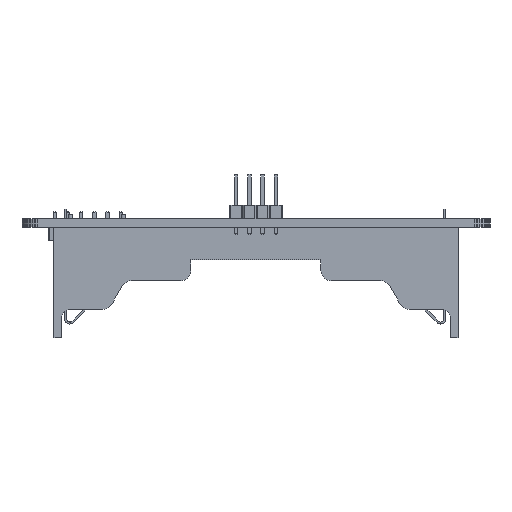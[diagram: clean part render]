
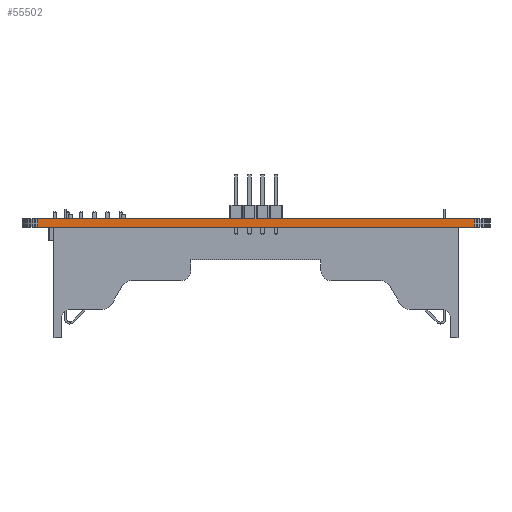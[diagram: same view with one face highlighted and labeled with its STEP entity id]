
A CAD part, front view. The second image highlights one B-rep face of the part: STEP entity #55502.
In plain terms, the highlighted planar face has unit normal (0, -1, 0).
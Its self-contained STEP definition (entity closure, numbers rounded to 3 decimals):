
#39528 = PLANE('',#39529);
#39529 = AXIS2_PLACEMENT_3D('',#39530,#39531,#39532);
#39530 = CARTESIAN_POINT('',(143.,-95.848,1.6));
#39531 = DIRECTION('',(-0.,-0.,-1.));
#39532 = DIRECTION('',(-1.,0.,0.));
#39582 = PLANE('',#39583);
#39583 = AXIS2_PLACEMENT_3D('',#39584,#39585,#39586);
#39584 = CARTESIAN_POINT('',(143.,-95.848,0.));
#39585 = DIRECTION('',(-0.,-0.,-1.));
#39586 = DIRECTION('',(-1.,0.,0.));
#40447 = VERTEX_POINT('',#40448);
#40448 = CARTESIAN_POINT('',(185.,-162.348,0.));
#40462 = PLANE('',#40463);
#40463 = AXIS2_PLACEMENT_3D('',#40464,#40465,#40466);
#40464 = CARTESIAN_POINT('',(185.336,-162.329,0.));
#40465 = DIRECTION('',(0.056,-0.998,0.));
#40466 = DIRECTION('',(-0.998,-0.056,0.));
#40474 = EDGE_CURVE('',#40447,#40475,#40477,.T.);
#40475 = VERTEX_POINT('',#40476);
#40476 = CARTESIAN_POINT('',(101.,-162.348,0.));
#40477 = SURFACE_CURVE('',#40478,(#40482,#40489),.PCURVE_S1.);
#40478 = LINE('',#40479,#40480);
#40479 = CARTESIAN_POINT('',(185.,-162.348,0.));
#40480 = VECTOR('',#40481,1.);
#40481 = DIRECTION('',(-1.,0.,0.));
#40482 = PCURVE('',#39582,#40483);
#40483 = DEFINITIONAL_REPRESENTATION('',(#40484),#40488);
#40484 = LINE('',#40485,#40486);
#40485 = CARTESIAN_POINT('',(-42.,-66.5));
#40486 = VECTOR('',#40487,1.);
#40487 = DIRECTION('',(1.,0.));
#40488 = ( GEOMETRIC_REPRESENTATION_CONTEXT(2) 
PARAMETRIC_REPRESENTATION_CONTEXT() REPRESENTATION_CONTEXT('2D SPACE',''
  ) );
#40489 = PCURVE('',#40490,#40495);
#40490 = PLANE('',#40491);
#40491 = AXIS2_PLACEMENT_3D('',#40492,#40493,#40494);
#40492 = CARTESIAN_POINT('',(185.,-162.348,0.));
#40493 = DIRECTION('',(0.,-1.,0.));
#40494 = DIRECTION('',(-1.,0.,0.));
#40495 = DEFINITIONAL_REPRESENTATION('',(#40496),#40500);
#40496 = LINE('',#40497,#40498);
#40497 = CARTESIAN_POINT('',(0.,-0.));
#40498 = VECTOR('',#40499,1.);
#40499 = DIRECTION('',(1.,0.));
#40500 = ( GEOMETRIC_REPRESENTATION_CONTEXT(2) 
PARAMETRIC_REPRESENTATION_CONTEXT() REPRESENTATION_CONTEXT('2D SPACE',''
  ) );
#40518 = PLANE('',#40519);
#40519 = AXIS2_PLACEMENT_3D('',#40520,#40521,#40522);
#40520 = CARTESIAN_POINT('',(101.,-162.348,0.));
#40521 = DIRECTION('',(-0.056,-0.998,0.));
#40522 = DIRECTION('',(-0.998,0.056,0.));
#48260 = VERTEX_POINT('',#48261);
#48261 = CARTESIAN_POINT('',(185.,-162.348,1.6));
#48282 = EDGE_CURVE('',#48260,#48283,#48285,.T.);
#48283 = VERTEX_POINT('',#48284);
#48284 = CARTESIAN_POINT('',(101.,-162.348,1.6));
#48285 = SURFACE_CURVE('',#48286,(#48290,#48297),.PCURVE_S1.);
#48286 = LINE('',#48287,#48288);
#48287 = CARTESIAN_POINT('',(185.,-162.348,1.6));
#48288 = VECTOR('',#48289,1.);
#48289 = DIRECTION('',(-1.,0.,0.));
#48290 = PCURVE('',#39528,#48291);
#48291 = DEFINITIONAL_REPRESENTATION('',(#48292),#48296);
#48292 = LINE('',#48293,#48294);
#48293 = CARTESIAN_POINT('',(-42.,-66.5));
#48294 = VECTOR('',#48295,1.);
#48295 = DIRECTION('',(1.,0.));
#48296 = ( GEOMETRIC_REPRESENTATION_CONTEXT(2) 
PARAMETRIC_REPRESENTATION_CONTEXT() REPRESENTATION_CONTEXT('2D SPACE',''
  ) );
#48297 = PCURVE('',#40490,#48298);
#48298 = DEFINITIONAL_REPRESENTATION('',(#48299),#48303);
#48299 = LINE('',#48300,#48301);
#48300 = CARTESIAN_POINT('',(0.,-1.6));
#48301 = VECTOR('',#48302,1.);
#48302 = DIRECTION('',(1.,0.));
#48303 = ( GEOMETRIC_REPRESENTATION_CONTEXT(2) 
PARAMETRIC_REPRESENTATION_CONTEXT() REPRESENTATION_CONTEXT('2D SPACE',''
  ) );
#55454 = EDGE_CURVE('',#40447,#48260,#55455,.T.);
#55455 = SURFACE_CURVE('',#55456,(#55460,#55467),.PCURVE_S1.);
#55456 = LINE('',#55457,#55458);
#55457 = CARTESIAN_POINT('',(185.,-162.348,0.));
#55458 = VECTOR('',#55459,1.);
#55459 = DIRECTION('',(0.,0.,1.));
#55460 = PCURVE('',#40462,#55461);
#55461 = DEFINITIONAL_REPRESENTATION('',(#55462),#55466);
#55462 = LINE('',#55463,#55464);
#55463 = CARTESIAN_POINT('',(0.336,0.));
#55464 = VECTOR('',#55465,1.);
#55465 = DIRECTION('',(0.,-1.));
#55466 = ( GEOMETRIC_REPRESENTATION_CONTEXT(2) 
PARAMETRIC_REPRESENTATION_CONTEXT() REPRESENTATION_CONTEXT('2D SPACE',''
  ) );
#55467 = PCURVE('',#40490,#55468);
#55468 = DEFINITIONAL_REPRESENTATION('',(#55469),#55473);
#55469 = LINE('',#55470,#55471);
#55470 = CARTESIAN_POINT('',(0.,-0.));
#55471 = VECTOR('',#55472,1.);
#55472 = DIRECTION('',(0.,-1.));
#55473 = ( GEOMETRIC_REPRESENTATION_CONTEXT(2) 
PARAMETRIC_REPRESENTATION_CONTEXT() REPRESENTATION_CONTEXT('2D SPACE',''
  ) );
#55502 = ADVANCED_FACE('',(#55503),#40490,.T.);
#55503 = FACE_BOUND('',#55504,.T.);
#55504 = EDGE_LOOP('',(#55505,#55506,#55507,#55528));
#55505 = ORIENTED_EDGE('',*,*,#55454,.T.);
#55506 = ORIENTED_EDGE('',*,*,#48282,.T.);
#55507 = ORIENTED_EDGE('',*,*,#55508,.F.);
#55508 = EDGE_CURVE('',#40475,#48283,#55509,.T.);
#55509 = SURFACE_CURVE('',#55510,(#55514,#55521),.PCURVE_S1.);
#55510 = LINE('',#55511,#55512);
#55511 = CARTESIAN_POINT('',(101.,-162.348,0.));
#55512 = VECTOR('',#55513,1.);
#55513 = DIRECTION('',(0.,0.,1.));
#55514 = PCURVE('',#40490,#55515);
#55515 = DEFINITIONAL_REPRESENTATION('',(#55516),#55520);
#55516 = LINE('',#55517,#55518);
#55517 = CARTESIAN_POINT('',(84.,0.));
#55518 = VECTOR('',#55519,1.);
#55519 = DIRECTION('',(0.,-1.));
#55520 = ( GEOMETRIC_REPRESENTATION_CONTEXT(2) 
PARAMETRIC_REPRESENTATION_CONTEXT() REPRESENTATION_CONTEXT('2D SPACE',''
  ) );
#55521 = PCURVE('',#40518,#55522);
#55522 = DEFINITIONAL_REPRESENTATION('',(#55523),#55527);
#55523 = LINE('',#55524,#55525);
#55524 = CARTESIAN_POINT('',(0.,0.));
#55525 = VECTOR('',#55526,1.);
#55526 = DIRECTION('',(0.,-1.));
#55527 = ( GEOMETRIC_REPRESENTATION_CONTEXT(2) 
PARAMETRIC_REPRESENTATION_CONTEXT() REPRESENTATION_CONTEXT('2D SPACE',''
  ) );
#55528 = ORIENTED_EDGE('',*,*,#40474,.F.);
